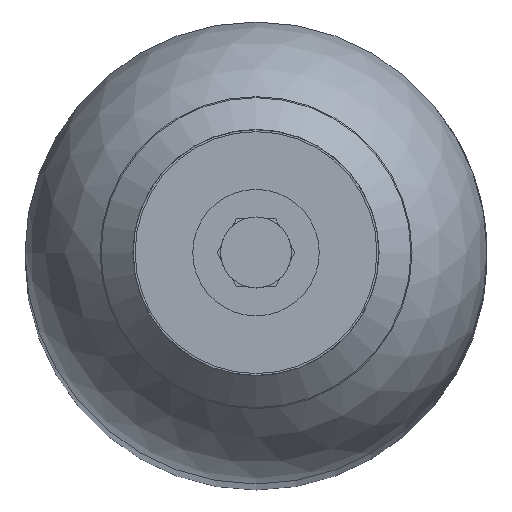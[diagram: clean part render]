
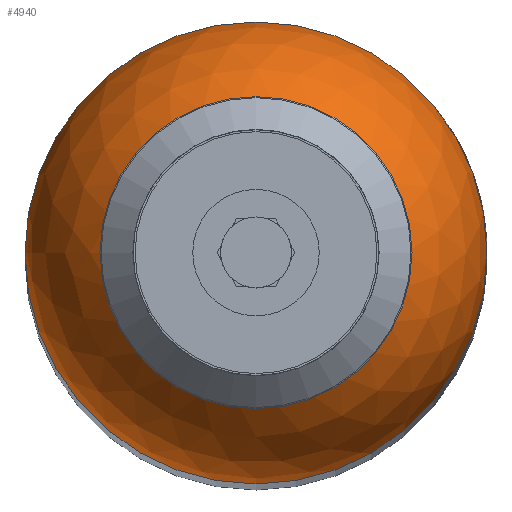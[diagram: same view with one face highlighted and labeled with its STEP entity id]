
A CAD part, top view. The second image highlights one B-rep face of the part: STEP entity #4940.
In plain terms, the highlighted spherical face has radius 109.55 mm.
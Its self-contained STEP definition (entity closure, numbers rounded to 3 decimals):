
#24=SPHERICAL_SURFACE('',#5257,109.55);
#693=CIRCLE('',#5091,30.);
#769=CIRCLE('',#5258,109.55);
#1185=ORIENTED_EDGE('',*,*,#1839,.T.);
#1186=ORIENTED_EDGE('',*,*,#2014,.F.);
#1839=EDGE_CURVE('',#2325,#2325,#693,.T.);
#2014=EDGE_CURVE('',#2449,#2449,#769,.T.);
#2325=VERTEX_POINT('',#6632);
#2449=VERTEX_POINT('',#7911);
#2830=EDGE_LOOP('',(#1185));
#2831=EDGE_LOOP('',(#1186));
#3118=FACE_BOUND('',#2830,.T.);
#3119=FACE_BOUND('',#2831,.T.);
#4940=ADVANCED_FACE('',(#3118,#3119),#24,.T.);
#5091=AXIS2_PLACEMENT_3D('',#6631,#5553,#5554);
#5257=AXIS2_PLACEMENT_3D('',#7909,#5947,#5948);
#5258=AXIS2_PLACEMENT_3D('',#7910,#5949,#5950);
#5553=DIRECTION('',(0.,0.,-1.));
#5554=DIRECTION('',(-1.,0.,0.));
#5947=DIRECTION('',(0.,0.,-1.));
#5948=DIRECTION('',(-1.,0.,0.));
#5949=DIRECTION('',(0.,0.,-1.));
#5950=DIRECTION('',(-1.,0.,0.));
#6631=CARTESIAN_POINT('',(0.,0.,890.15));
#6632=CARTESIAN_POINT('',(-30.,0.,890.15));
#7909=CARTESIAN_POINT('',(0.,0.,784.788));
#7910=CARTESIAN_POINT('',(0.,0.,784.788));
#7911=CARTESIAN_POINT('',(-109.55,0.,784.788));
